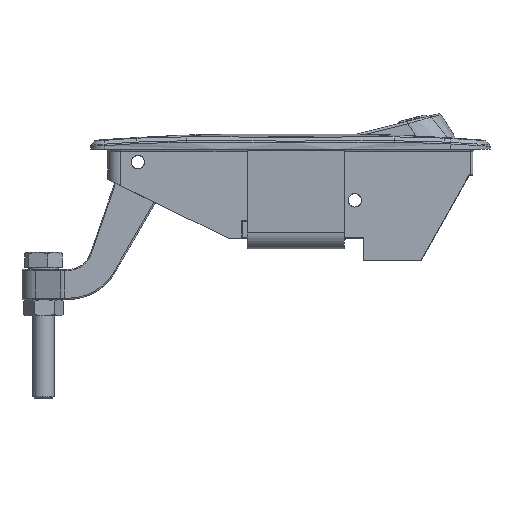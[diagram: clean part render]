
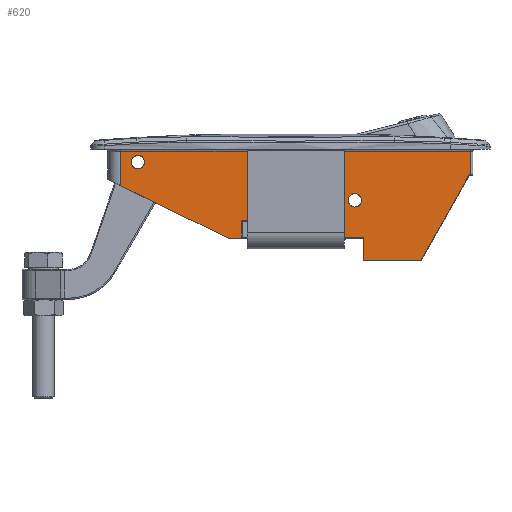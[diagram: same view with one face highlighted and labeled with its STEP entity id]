
A CAD part, front view. The second image highlights one B-rep face of the part: STEP entity #620.
In plain terms, the highlighted planar face has unit normal (0, -1, -0.006).
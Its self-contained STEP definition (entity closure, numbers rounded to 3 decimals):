
#620=ADVANCED_FACE('',(#1869,#1870,#1871),#1872,.T.);
#1869=FACE_OUTER_BOUND('',#10065,.T.);
#1870=FACE_BOUND('',#10066,.T.);
#1871=FACE_BOUND('',#10067,.T.);
#1872=PLANE('',#10068);
#10065=EDGE_LOOP('',(#19920,#19921,#19922,#19923,#19924,#19925,#19926,#19927,#19928,#19929,#19930,#19931,#19932,#19933,#19934,#19935,#19936));
#10066=EDGE_LOOP('',(#19937));
#10067=EDGE_LOOP('',(#19938));
#10068=AXIS2_PLACEMENT_3D('',#19939,#19940,#19941);
#19920=ORIENTED_EDGE('',*,*,#25230,.T.);
#19921=ORIENTED_EDGE('',*,*,#25231,.T.);
#19922=ORIENTED_EDGE('',*,*,#24762,.F.);
#19923=ORIENTED_EDGE('',*,*,#25232,.T.);
#19924=ORIENTED_EDGE('',*,*,#25200,.T.);
#19925=ORIENTED_EDGE('',*,*,#25164,.T.);
#19926=ORIENTED_EDGE('',*,*,#24887,.T.);
#19927=ORIENTED_EDGE('',*,*,#25165,.T.);
#19928=ORIENTED_EDGE('',*,*,#25229,.T.);
#19929=ORIENTED_EDGE('',*,*,#25233,.T.);
#19930=ORIENTED_EDGE('',*,*,#24869,.T.);
#19931=ORIENTED_EDGE('',*,*,#25227,.T.);
#19932=ORIENTED_EDGE('',*,*,#25214,.T.);
#19933=ORIENTED_EDGE('',*,*,#24896,.T.);
#19934=ORIENTED_EDGE('',*,*,#24892,.F.);
#19935=ORIENTED_EDGE('',*,*,#25234,.T.);
#19936=ORIENTED_EDGE('',*,*,#24900,.F.);
#19937=ORIENTED_EDGE('',*,*,#25235,.F.);
#19938=ORIENTED_EDGE('',*,*,#25236,.F.);
#19939=CARTESIAN_POINT('',(-64.982,-12.969,142.037));
#19940=DIRECTION('',(0.0,-1.,-0.006));
#19941=DIRECTION('',(0.0,0.006,-1.));
#24762=EDGE_CURVE('',#27068,#27069,#27070,.T.);
#24869=EDGE_CURVE('',#27248,#27249,#27250,.T.);
#24887=EDGE_CURVE('',#27281,#27279,#27282,.F.);
#24892=EDGE_CURVE('',#27288,#27284,#27290,.T.);
#24896=EDGE_CURVE('',#27294,#27284,#27296,.F.);
#24900=EDGE_CURVE('',#27302,#27303,#27304,.T.);
#25164=EDGE_CURVE('',#27694,#27281,#27697,.T.);
#25165=EDGE_CURVE('',#27279,#26928,#27698,.T.);
#25200=EDGE_CURVE('',#27741,#27694,#27742,.T.);
#25214=EDGE_CURVE('',#27761,#27294,#27762,.T.);
#25227=EDGE_CURVE('',#27249,#27761,#27780,.T.);
#25229=EDGE_CURVE('',#26928,#27266,#27782,.T.);
#25230=EDGE_CURVE('',#27302,#27783,#27784,.F.);
#25231=EDGE_CURVE('',#27783,#27069,#27785,.T.);
#25232=EDGE_CURVE('',#27068,#27741,#27786,.T.);
#25233=EDGE_CURVE('',#27266,#27248,#27787,.T.);
#25234=EDGE_CURVE('',#27288,#27303,#27788,.F.);
#25235=EDGE_CURVE('',#27789,#27789,#27790,.T.);
#25236=EDGE_CURVE('',#27791,#27791,#27792,.T.);
#26928=VERTEX_POINT('',#30608);
#27068=VERTEX_POINT('',#30808);
#27069=VERTEX_POINT('',#30809);
#27070=ELLIPSE('',#30810,0.2,0.2);
#27248=VERTEX_POINT('',#31169);
#27249=VERTEX_POINT('',#31170);
#27250=LINE('',#31171,#31172);
#27266=VERTEX_POINT('',#31189);
#27279=VERTEX_POINT('',#31205);
#27281=VERTEX_POINT('',#31207);
#27282=ELLIPSE('',#31208,0.6,0.6);
#27284=VERTEX_POINT('',#31210);
#27288=VERTEX_POINT('',#31214);
#27290=ELLIPSE('',#31216,0.2,0.2);
#27294=VERTEX_POINT('',#31221);
#27296=LINE('',#31223,#31224);
#27302=VERTEX_POINT('',#31232);
#27303=VERTEX_POINT('',#31233);
#27304=ELLIPSE('',#31234,0.2,0.2);
#27694=VERTEX_POINT('',#32350);
#27697=LINE('',#32354,#32355);
#27698=LINE('',#32356,#32357);
#27741=VERTEX_POINT('',#32459);
#27742=LINE('',#32460,#32461);
#27761=VERTEX_POINT('',#32554);
#27762=LINE('',#32555,#32556);
#27780=LINE('',#32584,#32585);
#27782=LINE('',#32587,#32588);
#27783=VERTEX_POINT('',#32589);
#27784=LINE('',#32590,#32591);
#27785=LINE('',#32592,#32593);
#27786=LINE('',#32594,#32595);
#27787=LINE('',#32596,#32597);
#27788=LINE('',#32598,#32599);
#27789=VERTEX_POINT('',#32600);
#27790=ELLIPSE('',#32601,1.55,1.55);
#27791=VERTEX_POINT('',#32602);
#27792=ELLIPSE('',#32603,1.55,1.55);
#30608=CARTESIAN_POINT('',(42.0,-12.116,-5.901));
#30808=CARTESIAN_POINT('',(17.1,-12.03,-20.801));
#30809=CARTESIAN_POINT('',(16.9,-12.031,-20.601));
#30810=AXIS2_PLACEMENT_3D('',#36703,#36704,#36705);
#31169=CARTESIAN_POINT('',(-39.5,-12.147,-0.497));
#31170=CARTESIAN_POINT('',(-39.5,-12.101,-8.468));
#31171=CARTESIAN_POINT('',(-39.5,-12.11,-7.0));
#31172=VECTOR('',#36864,1.0);
#31189=CARTESIAN_POINT('',(42.0,-12.147,-0.497));
#31205=CARTESIAN_POINT('',(41.993,-12.116,-5.901));
#31207=CARTESIAN_POINT('',(41.47,-12.114,-6.207));
#31208=AXIS2_PLACEMENT_3D('',#36908,#36909,#36910);
#31210=CARTESIAN_POINT('',(-11.45,-12.053,-16.801));
#31214=CARTESIAN_POINT('',(-11.25,-12.054,-16.601));
#31216=AXIS2_PLACEMENT_3D('',#36923,#36924,#36925);
#31221=CARTESIAN_POINT('',(-11.45,-12.031,-20.7));
#31223=CARTESIAN_POINT('',(-11.45,-12.054,-16.7));
#31224=VECTOR('',#36933,1.0);
#31232=CARTESIAN_POINT('',(-6.188,-12.053,-16.732));
#31233=CARTESIAN_POINT('',(-6.376,-12.054,-16.601));
#31234=AXIS2_PLACEMENT_3D('',#36939,#36940,#36941);
#32350=CARTESIAN_POINT('',(30.386,-12.0,-26.0));
#32354=CARTESIAN_POINT('',(79.255,-12.503,61.267));
#32355=VECTOR('',#37279,1.0);
#32356=CARTESIAN_POINT('',(-64.982,-12.116,-5.901));
#32357=VECTOR('',#37280,1.0);
#32459=CARTESIAN_POINT('',(17.1,-12.0,-26.0));
#32460=CARTESIAN_POINT('',(17.0,-12.0,-26.0));
#32461=VECTOR('',#37318,1.0);
#32554=CARTESIAN_POINT('',(-14.5,-12.031,-20.7));
#32555=CARTESIAN_POINT('',(-14.5,-12.031,-20.7));
#32556=VECTOR('',#37329,1.0);
#32584=CARTESIAN_POINT('',(-42.5,-12.11,-7.));
#32585=VECTOR('',#37346,1.0);
#32587=CARTESIAN_POINT('',(42.0,-12.15,0.));
#32588=VECTOR('',#37350,1.0);
#32589=CARTESIAN_POINT('',(-4.78,-12.031,-20.601));
#32590=CARTESIAN_POINT('',(-4.756,-12.031,-20.666));
#32591=VECTOR('',#37351,1.0);
#32592=CARTESIAN_POINT('',(17.0,-12.031,-20.601));
#32593=VECTOR('',#37352,1.0);
#32594=CARTESIAN_POINT('',(17.1,-12.0,-26.0));
#32595=VECTOR('',#37353,1.0);
#32596=CARTESIAN_POINT('',(-64.982,-12.147,-0.497));
#32597=VECTOR('',#37354,1.0);
#32598=CARTESIAN_POINT('',(-6.306,-12.054,-16.601));
#32599=VECTOR('',#37355,1.0);
#32600=CARTESIAN_POINT('',(15.0,-12.09,-10.35));
#32601=AXIS2_PLACEMENT_3D('',#37356,#37357,#37358);
#32602=CARTESIAN_POINT('',(-35.5,-12.142,-1.45));
#32603=AXIS2_PLACEMENT_3D('',#37359,#37360,#37361);
#36703=CARTESIAN_POINT('',(16.9,-12.03,-20.801));
#36704=DIRECTION('',(0.0,-1.,-0.006));
#36705=DIRECTION('',(0.0,-0.006,1.));
#36864=DIRECTION('',(0.,0.006,-1.));
#36908=CARTESIAN_POINT('',(41.993,-12.112,-6.501));
#36909=DIRECTION('',(0.0,-1.,-0.006));
#36910=DIRECTION('',(0.0,-0.006,1.));
#36923=CARTESIAN_POINT('',(-11.25,-12.053,-16.801));
#36924=DIRECTION('',(0.0,-1.,-0.006));
#36925=DIRECTION('',(0.,0.006,-1.));
#36933=DIRECTION('',(0.,0.006,-1.));
#36939=CARTESIAN_POINT('',(-6.376,-12.053,-16.801));
#36940=DIRECTION('',(0.0,-1.,-0.006));
#36941=DIRECTION('',(0.,-0.006,1.));
#37279=DIRECTION('',(0.489,-0.005,0.872));
#37280=DIRECTION('',(1.0,0.0,0.0));
#37318=DIRECTION('',(1.0,0.,0.));
#37329=DIRECTION('',(1.0,0.,0.));
#37346=DIRECTION('',(0.898,0.003,-0.439));
#37350=DIRECTION('',(0.,-0.006,1.));
#37351=DIRECTION('',(-0.342,-0.005,0.94));
#37352=DIRECTION('',(1.0,0.,0.));
#37353=DIRECTION('',(0.,0.006,-1.));
#37354=DIRECTION('',(-1.0,0.0,0.0));
#37355=DIRECTION('',(-1.0,0.0,0.0));
#37356=CARTESIAN_POINT('',(15.0,-12.081,-11.9));
#37357=DIRECTION('',(0.0,-1.,-0.006));
#37358=DIRECTION('',(0.0,-0.006,1.));
#37359=CARTESIAN_POINT('',(-35.5,-12.133,-3.0));
#37360=DIRECTION('',(0.0,-1.,-0.006));
#37361=DIRECTION('',(0.0,-0.006,1.));
